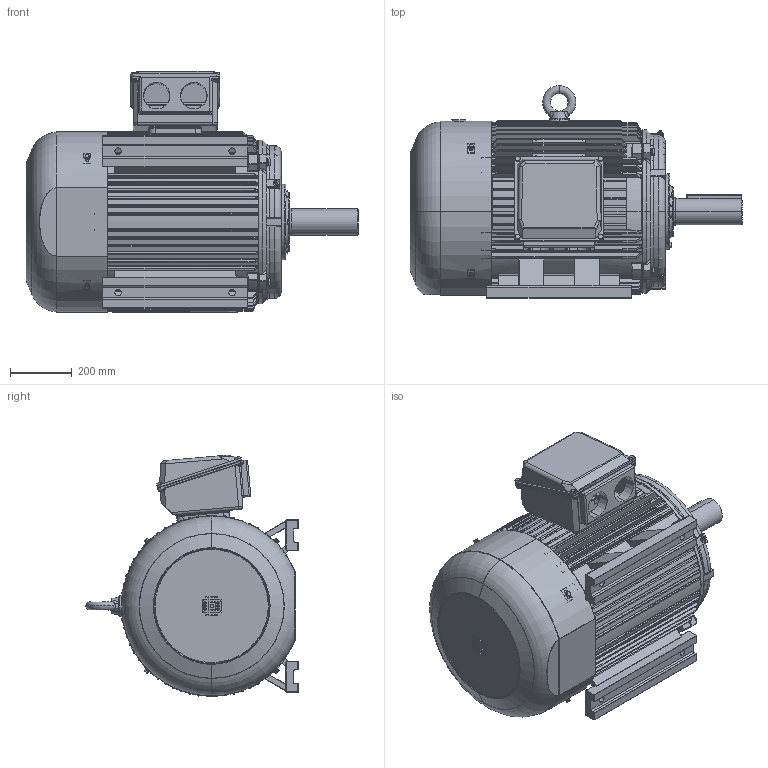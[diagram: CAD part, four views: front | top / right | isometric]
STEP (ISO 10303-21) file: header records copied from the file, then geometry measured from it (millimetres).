
FILE_DESCRIPTION (( 'STEP AP214' ), '1' );
FILE_NAME ('MTCP444T.STEP', '2018-03-07T17:08:17', ( '' ), ( '' ), 'SwSTEP 2.0', 'SolidWorks 2017', '' );
FILE_SCHEMA (( 'AUTOMOTIVE_DESIGN' ));
Length unit declared in the file: millimetre
Products named in the file (28): EP444-5后轴承外盖加工件; EP444-5前轴承外盖加工件; hexagon head bolts-full thread gb_GB_FASTENER_BOLT_STBAB A M10X25-N; EP444-5粣芛  瑞珔傷; EP444前轴承盖密封圈; hex head bolts-full thread grade c gb_GB_FASTENER_BOLT_HHBFTC M12X65-N; EP449諉盄碟裔菜; EP444-5瑞欶; EP449接线盒座_默认_按加工_; EP449諉盄碟釱菜; MTCP444T; plain washers-chamfered--normal series-a gb_GB_FASTENER_WASHER_SWCA 12; BT449橡皮塞; EP444-5(4.6)ヶ裔J; plain washers-chamfered--normal series-a gb_GB_FASTENER_WASHER_SWCA 8; BT444源瑩; spring lock washers--normal type gb_GB_FASTENER_WASHER_SW 12; EP449諉盄碟裔; EP444儂釱樓馱璃; hexagon head bolts-full thread gb_GB_FASTENER_BOLT_STBAB A M10X20-N; eyebolts gb_GB_FASTENER_SCREWS_FRS M30-N; hex head bolts-full thread grade c gb_GB_FASTENER_BOLT_HHBFTC M10X60-N; EP444諉盄碟蚾饜极 _1_; M10蛁蚐郲耀倰; spring lock washers--normal type gb_GB_FASTENER_WASHER_SW 8; hex head bolts-full thread grade c gb_GB_FASTENER_BOLT_HHBFTC M8X16-N; EP444-5粣芛  堤粣傷; EP444綴傷裔
Assembly tree (69 placements, depth 3):
  MTCP444T
    EP444諉盄碟蚾饜极 _1_
      EP449接线盒座_默认_按加工_
      EP449諉盄碟裔菜
      hexagon head bolts-full thread gb_GB_FASTENER_BOLT_STBAB A M10X25-N  x4
      EP449諉盄碟釱菜
      hexagon head bolts-full thread gb_GB_FASTENER_BOLT_STBAB A M10X20-N  x4
      EP449諉盄碟裔
    EP444儂釱樓馱璃
    EP444-5前轴承外盖加工件
    EP444-5粣芛  堤粣傷
    EP444綴傷裔
    EP444-5后轴承外盖加工件
    EP444-5粣芛  瑞珔傷
    hex head bolts-full thread grade c gb_GB_FASTENER_BOLT_HHBFTC M10X60-N  x6
    hex head bolts-full thread grade c gb_GB_FASTENER_BOLT_HHBFTC M12X65-N  x8
    spring lock washers--normal type gb_GB_FASTENER_WASHER_SW 12  x8
    plain washers-chamfered--normal series-a gb_GB_FASTENER_WASHER_SWCA 12  x8
    EP444-5瑞欶
    M10蛁蚐郲耀倰  x2
    hex head bolts-full thread grade c gb_GB_FASTENER_BOLT_HHBFTC M8X16-N  x4
    spring lock washers--normal type gb_GB_FASTENER_WASHER_SW 8  x4
    plain washers-chamfered--normal series-a gb_GB_FASTENER_WASHER_SWCA 8  x4
    BT449橡皮塞
    eyebolts gb_GB_FASTENER_SCREWS_FRS M30-N
    BT444源瑩
    EP444前轴承盖密封圈
    EP444-5(4.6)ヶ裔J
Bounding box: 1072.4 x 686.1 x 780.92 mm (x, y, z)
Volume: 37192203.8 mm3; surface area: 7175823.1 mm2
Topology: 68 solids, 68 shells, 4381 faces, 10970 edges, 6746 vertices
Faces by surface type: cylinder 1672, plane 1214, cone 563, bspline 417, torus 389, sphere 126
Entity records: 177737 total; most frequent: CARTESIAN_POINT 92353, ORIENTED_EDGE 18518, DIRECTION 16574, EDGE_CURVE 9259, AXIS2_PLACEMENT_3D 6608, VERTEX_POINT 5744, EDGE_LOOP 4003, FACE_OUTER_BOUND 3662
